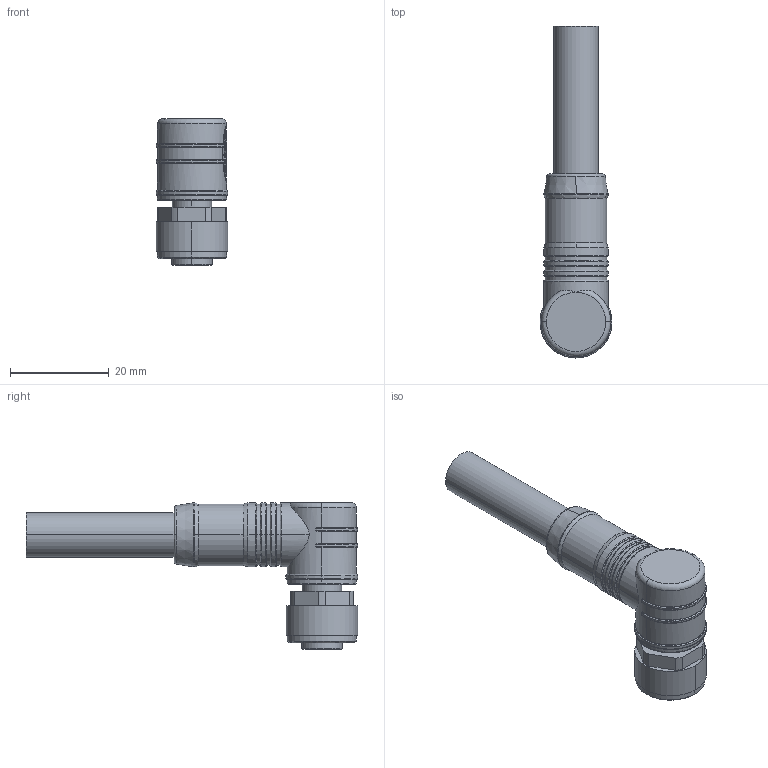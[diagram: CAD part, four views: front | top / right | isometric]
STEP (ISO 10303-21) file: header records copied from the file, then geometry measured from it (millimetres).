
FILE_DESCRIPTION (( 'STEP AP203' ), '1' );
FILE_NAME ('P124.STEP', '2020-05-07T01:54:27', ( 'edpusr' ), ( 'Microsoft' ), 'SwSTEP 2.0', 'SolidWorks 2015', '' );
FILE_SCHEMA (( 'CONFIG_CONTROL_DESIGN' ));
Length unit declared in the file: millimetre
Products named in the file (1): P124
Bounding box: 14.6 x 67.3 x 29.7 mm (x, y, z)
Volume: 8655.3 mm3; surface area: 4690.3 mm2
Topology: 1 solids, 1 shells, 358 faces, 971 edges, 640 vertices
Faces by surface type: plane 132, bspline 107, cylinder 92, torus 11, cone 8, sphere 8
Entity records: 14896 total; most frequent: CARTESIAN_POINT 6736, ORIENTED_EDGE 1908, DIRECTION 1366, EDGE_CURVE 954, VERTEX_POINT 631, AXIS2_PLACEMENT_3D 471, VECTOR 424, LINE 424
